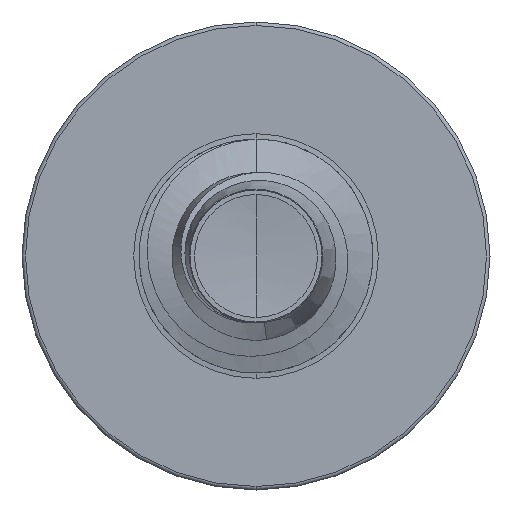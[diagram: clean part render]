
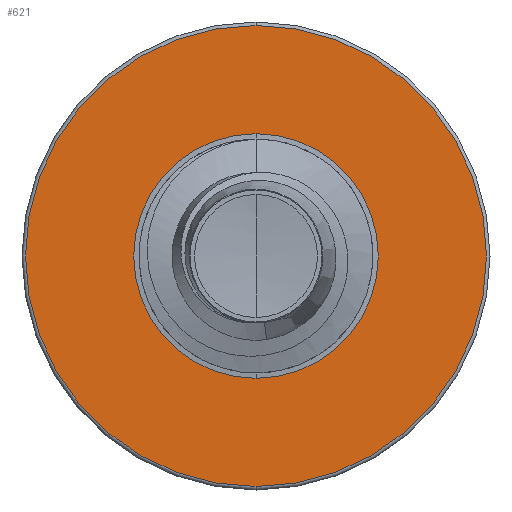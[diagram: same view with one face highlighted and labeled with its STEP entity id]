
A CAD part, front view. The second image highlights one B-rep face of the part: STEP entity #621.
In plain terms, the highlighted planar face has unit normal (0, -1, 0).
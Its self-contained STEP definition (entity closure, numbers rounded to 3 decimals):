
#287 = CIRCLE ( 'NONE', #3216, 2.167 ) ;
#299 = CIRCLE ( 'NONE', #6038, 2.167 ) ;
#621 = ADVANCED_FACE ( 'NONE', ( #5229, #7050 ), #4150, .F. ) ;
#1562 = EDGE_LOOP ( 'NONE', ( #7679, #8818 ) ) ;
#1614 = EDGE_CURVE ( 'NONE', #2029, #9833, #9528, .T. ) ;
#2007 = CARTESIAN_POINT ( 'NONE',  ( 0., 2.5, -1.15 ) ) ;
#2029 = VERTEX_POINT ( 'NONE', #2007 ) ;
#2211 = ORIENTED_EDGE ( 'NONE', *, *, #3491, .F. ) ;
#2457 = CIRCLE ( 'NONE', #6997, 1.15 ) ;
#2489 = EDGE_CURVE ( 'NONE', #8719, #8074, #299, .T. ) ;
#2516 = DIRECTION ( 'NONE',  ( 0., 0., 1. ) ) ;
#2538 = DIRECTION ( 'NONE',  ( 0., 1., 0. ) ) ;
#2553 = CARTESIAN_POINT ( 'NONE',  ( 0., 2.5, 0. ) ) ;
#3216 = AXIS2_PLACEMENT_3D ( 'NONE', #2553, #2538, #2516 ) ;
#3491 = EDGE_CURVE ( 'NONE', #8074, #8719, #287, .T. ) ;
#3529 = CARTESIAN_POINT ( 'NONE',  ( 0., 2.5, -2.167 ) ) ;
#4006 = DIRECTION ( 'NONE',  ( 0., 0., 1. ) ) ;
#4127 = DIRECTION ( 'NONE',  ( 0., 0., 1. ) ) ;
#4150 = PLANE ( 'NONE',  #5968 ) ;
#4189 = CARTESIAN_POINT ( 'NONE',  ( 0., 2.5, -1.15 ) ) ;
#4196 = AXIS2_PLACEMENT_3D ( 'NONE', #9376, #9363, #4006 ) ;
#4200 = DIRECTION ( 'NONE',  ( 0., 1., 0. ) ) ;
#4531 = CARTESIAN_POINT ( 'NONE',  ( 0., 2.5, 0. ) ) ;
#4592 = DIRECTION ( 'NONE',  ( 0., 1., 0. ) ) ;
#4606 = DIRECTION ( 'NONE',  ( 0., 0., 1. ) ) ;
#4990 = EDGE_CURVE ( 'NONE', #9833, #2029, #2457, .T. ) ;
#4993 = CARTESIAN_POINT ( 'NONE',  ( 0., 2.5, 2.167 ) ) ;
#5229 = FACE_OUTER_BOUND ( 'NONE', #9184, .T. ) ;
#5673 = CARTESIAN_POINT ( 'NONE',  ( 0., 2.5, 1.15 ) ) ;
#5968 = AXIS2_PLACEMENT_3D ( 'NONE', #4189, #4200, #4127 ) ;
#6038 = AXIS2_PLACEMENT_3D ( 'NONE', #4531, #4592, #4606 ) ;
#6997 = AXIS2_PLACEMENT_3D ( 'NONE', #9020, #9019, #9009 ) ;
#7050 = FACE_BOUND ( 'NONE', #1562, .T. ) ;
#7679 = ORIENTED_EDGE ( 'NONE', *, *, #4990, .T. ) ;
#8074 = VERTEX_POINT ( 'NONE', #4993 ) ;
#8719 = VERTEX_POINT ( 'NONE', #3529 ) ;
#8818 = ORIENTED_EDGE ( 'NONE', *, *, #1614, .T. ) ;
#9009 = DIRECTION ( 'NONE',  ( 0., 0., 1. ) ) ;
#9019 = DIRECTION ( 'NONE',  ( 0., 1., 0. ) ) ;
#9020 = CARTESIAN_POINT ( 'NONE',  ( 0., 2.5, 0. ) ) ;
#9184 = EDGE_LOOP ( 'NONE', ( #2211, #9365 ) ) ;
#9363 = DIRECTION ( 'NONE',  ( 0., 1., 0. ) ) ;
#9365 = ORIENTED_EDGE ( 'NONE', *, *, #2489, .F. ) ;
#9376 = CARTESIAN_POINT ( 'NONE',  ( 0., 2.5, 0. ) ) ;
#9528 = CIRCLE ( 'NONE', #4196, 1.15 ) ;
#9833 = VERTEX_POINT ( 'NONE', #5673 ) ;
